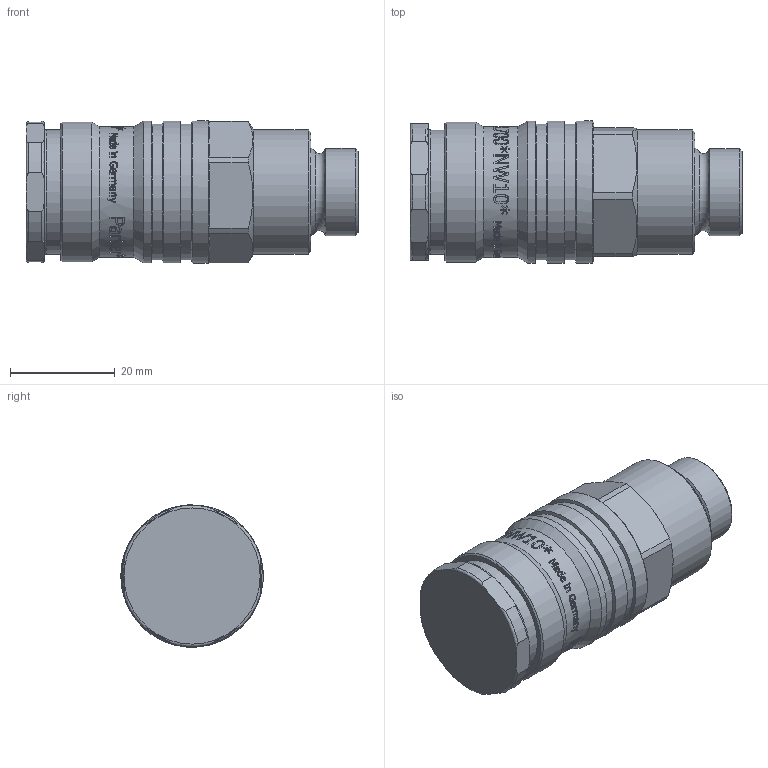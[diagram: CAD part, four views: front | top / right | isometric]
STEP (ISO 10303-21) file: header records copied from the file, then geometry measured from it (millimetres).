
FILE_DESCRIPTION((''),'2;1');
FILE_NAME('1700kbaw17bpn.stp','2013-08-05T11:50:54',('IA176480'),(''),'Autodesk Inventor 2013','Autodesk Inventor 2013','');
FILE_SCHEMA(('AUTOMOTIVE_DESIGN { 1 0 10303 214 1 1 1 1 }'));
Length unit declared in the file: millimetre
Products named in the file (1): D107557
Bounding box: 63.4 x 27.17 x 27.16 mm (x, y, z)
Volume: 28513.6 mm3; surface area: 11192.7 mm2
Topology: 1 solids, 2 shells, 788 faces, 2121 edges, 1403 vertices
Faces by surface type: bspline 370, plane 270, cylinder 96, cone 34, torus 18
Full cylindrical faces by diameter (mm): 16.662 x1, 19.93 x1, 19.997 x1, 21 x2, 21.2 x1, 21.3 x1, 21.4 x1, 22.5 x1, 23.7 x2, 23.8 x2, 24 x1, 25 x1, 26 x2, 26.8 x1, 27.2 x3
Entity records: 108150 total; most frequent: CARTESIAN_POINT 90877, ORIENTED_EDGE 4088, DIRECTION 2085, EDGE_CURVE 2044, VERTEX_POINT 1383, B_SPLINE_CURVE_WITH_KNOTS 1003, EDGE_LOOP 913, FACE_OUTER_BOUND 788
